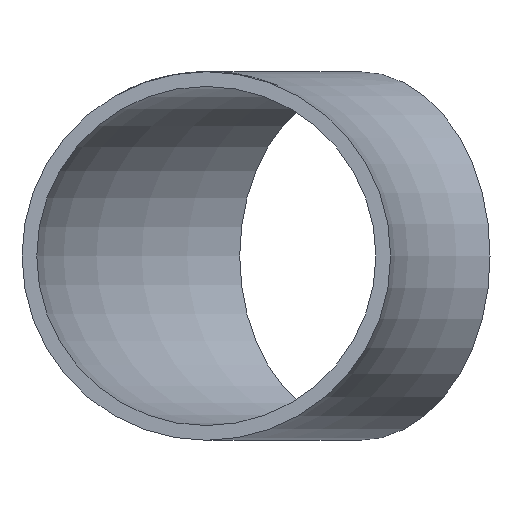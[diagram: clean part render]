
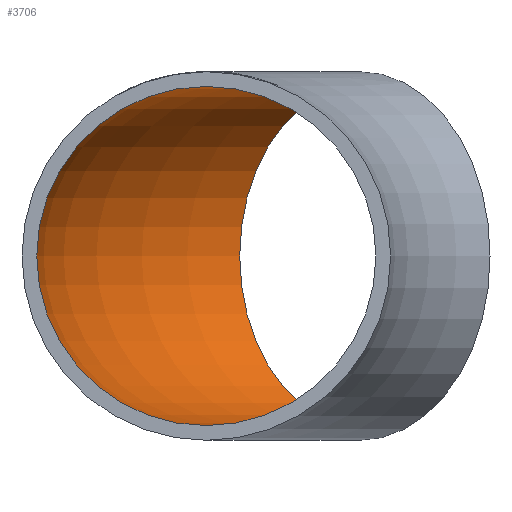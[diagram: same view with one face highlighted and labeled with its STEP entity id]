
A CAD part, front view. The second image highlights one B-rep face of the part: STEP entity #3706.
In plain terms, the highlighted toroidal (fillet/blend) face has major radius 71 mm and minor radius 23 mm.
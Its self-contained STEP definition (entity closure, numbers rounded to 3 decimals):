
#503 = DIRECTION ( 'NONE',  ( 0., 0., -1. ) ) ;
#539 = DIRECTION ( 'NONE',  ( 0., 0., 1. ) ) ;
#625 = CARTESIAN_POINT ( 'NONE',  ( -66.468, 66.468, 0. ) ) ;
#1813 = FACE_OUTER_BOUND ( 'NONE', #11305, .T. ) ;
#2352 = EDGE_CURVE ( 'NONE', #8448, #8448, #2507, .T. ) ;
#2507 = CIRCLE ( 'NONE', #10261, 23. ) ;
#3566 = VERTEX_POINT ( 'NONE', #625 ) ;
#3706 = ADVANCED_FACE ( 'NONE', ( #8424, #1813 ), #8036, .F. ) ;
#4464 = AXIS2_PLACEMENT_3D ( 'NONE', #16537, #9964, #11499 ) ;
#4601 = CARTESIAN_POINT ( 'NONE',  ( -71., 0., 23. ) ) ;
#5249 = ORIENTED_EDGE ( 'NONE', *, *, #2352, .F. ) ;
#5760 = CARTESIAN_POINT ( 'NONE',  ( -71., 0., 0. ) ) ;
#7855 = ORIENTED_EDGE ( 'NONE', *, *, #15689, .T. ) ;
#8036 = TOROIDAL_SURFACE ( 'NONE', #15214, 71., 23. ) ;
#8424 = FACE_OUTER_BOUND ( 'NONE', #12083, .T. ) ;
#8448 = VERTEX_POINT ( 'NONE', #4601 ) ;
#8509 = CARTESIAN_POINT ( 'NONE',  ( 0., 0., 0. ) ) ;
#9739 = DIRECTION ( 'NONE',  ( 0., 1., 0. ) ) ;
#9964 = DIRECTION ( 'NONE',  ( 0.707, 0.707, 0. ) ) ;
#10261 = AXIS2_PLACEMENT_3D ( 'NONE', #5760, #9739, #539 ) ;
#11082 = DIRECTION ( 'NONE',  ( -1., 0., 0. ) ) ;
#11305 = EDGE_LOOP ( 'NONE', ( #5249 ) ) ;
#11499 = DIRECTION ( 'NONE',  ( -0.707, 0.707, 0. ) ) ;
#11926 = CIRCLE ( 'NONE', #4464, 23. ) ;
#12083 = EDGE_LOOP ( 'NONE', ( #7855 ) ) ;
#15214 = AXIS2_PLACEMENT_3D ( 'NONE', #8509, #503, #11082 ) ;
#15689 = EDGE_CURVE ( 'NONE', #3566, #3566, #11926, .T. ) ;
#16537 = CARTESIAN_POINT ( 'NONE',  ( -50.205, 50.205, 0. ) ) ;
